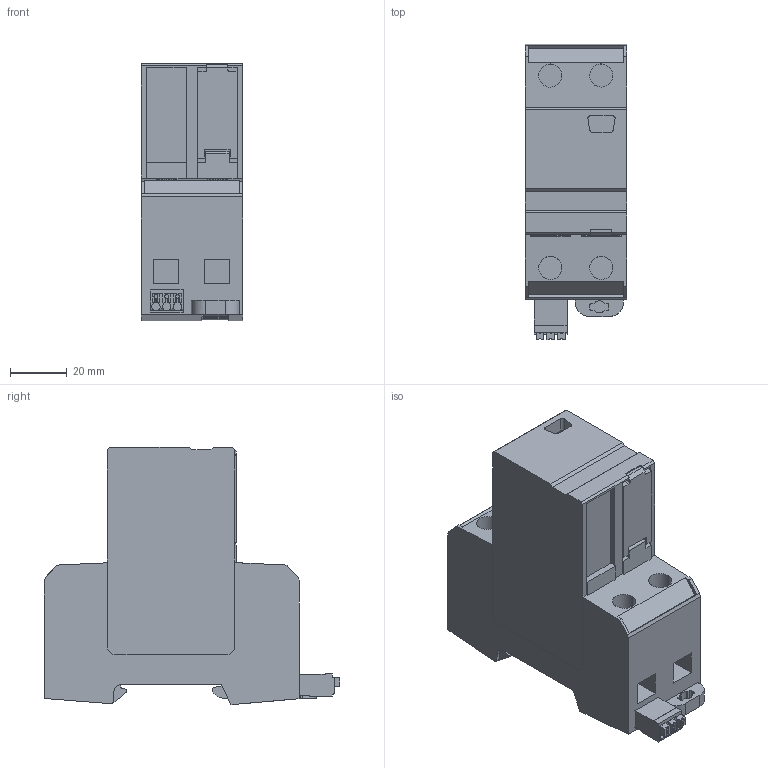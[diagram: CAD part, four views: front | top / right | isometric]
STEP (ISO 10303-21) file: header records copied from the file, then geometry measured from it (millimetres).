
FILE_DESCRIPTION(('CATIA V5 STEP Exchange','CAx-IF Rec.Pracs.--- Model Styling and Organization---1.4--- 2014-01-23'),'2;1');
FILE_NAME ('D1515901_0', '2022-01-13T09:48:38+00:00', ('none'), ('Weidmueller'), 'CATIA Version 5-6 Release 2016 SP3 HF44', 'CATIA V5 STEP AP214', 'none');
FILE_SCHEMA(('AUTOMOTIVE_DESIGN { 1 0 10303 214 1 1 1 1 }'));
Length unit declared in the file: millimetre
Products named in the file (1): S3D_VPU_AC_I_F_1_R_275_25
Bounding box: 36 x 104.5 x 91 mm (x, y, z)
Volume: 204269.4 mm3; surface area: 45492.2 mm2
Topology: 16 solids, 16 shells, 596 faces, 1665 edges, 1142 vertices
Faces by surface type: plane 460, cylinder 107, extrusion 23, cone 6
Entity records: 19372 total; most frequent: CARTESIAN_POINT 4466, ORIENTED_EDGE 3330, DIRECTION 2538, EDGE_CURVE 1665, VECTOR 1350, LINE 1327, VERTEX_POINT 1142, AXIS2_PLACEMENT_3D 706
